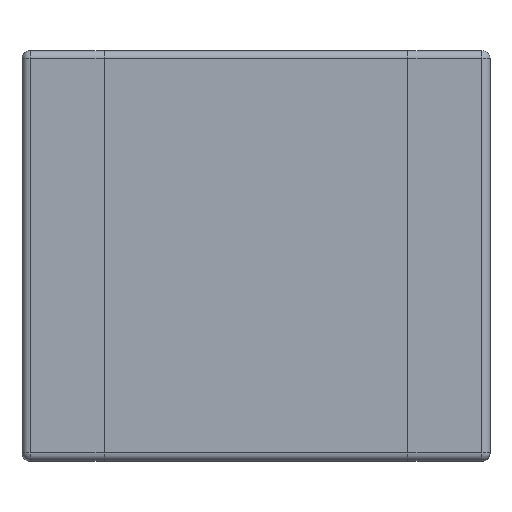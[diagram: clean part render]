
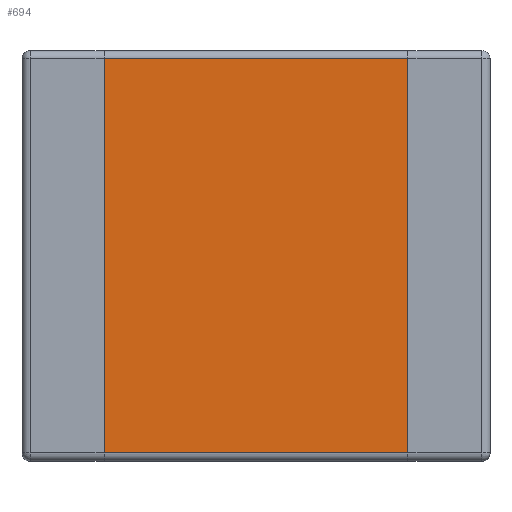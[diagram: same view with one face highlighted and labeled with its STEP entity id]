
A CAD part, top view. The second image highlights one B-rep face of the part: STEP entity #694.
In plain terms, the highlighted planar face has unit normal (0, 0, 1).
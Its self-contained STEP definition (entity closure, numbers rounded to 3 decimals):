
#35=PLANE('',#778);
#81=LINE('',#1177,#137);
#83=LINE('',#1183,#139);
#84=LINE('',#1185,#140);
#85=LINE('',#1186,#141);
#137=VECTOR('',#975,3.7);
#139=VECTOR('',#981,4.8);
#140=VECTOR('',#982,3.7);
#141=VECTOR('',#983,4.8);
#210=FACE_OUTER_BOUND('',#256,.T.);
#256=EDGE_LOOP('',(#605,#606,#607,#608));
#346=VERTEX_POINT('',#1174);
#347=VERTEX_POINT('',#1176);
#349=VERTEX_POINT('',#1182);
#350=VERTEX_POINT('',#1184);
#434=EDGE_CURVE('',#346,#347,#81,.T.);
#437=EDGE_CURVE('',#346,#349,#83,.T.);
#438=EDGE_CURVE('',#350,#349,#84,.T.);
#439=EDGE_CURVE('',#350,#347,#85,.T.);
#605=ORIENTED_EDGE('',*,*,#434,.F.);
#606=ORIENTED_EDGE('',*,*,#437,.T.);
#607=ORIENTED_EDGE('',*,*,#438,.F.);
#608=ORIENTED_EDGE('',*,*,#439,.T.);
#694=ADVANCED_FACE('',(#210),#35,.T.);
#778=AXIS2_PLACEMENT_3D('',#1181,#979,#980);
#975=DIRECTION('',(-1.,0.,0.));
#979=DIRECTION('center_axis',(0.,0.,1.));
#980=DIRECTION('ref_axis',(1.,0.,0.));
#981=DIRECTION('',(0.,1.,0.));
#982=DIRECTION('',(1.,0.,0.));
#983=DIRECTION('',(0.,-1.,0.));
#1174=CARTESIAN_POINT('',(1.85,-2.4,2.7));
#1176=CARTESIAN_POINT('',(-1.85,-2.4,2.7));
#1177=CARTESIAN_POINT('',(-0.925,-2.4,2.7));
#1181=CARTESIAN_POINT('Origin',(0.,0.,
2.7));
#1182=CARTESIAN_POINT('',(1.85,2.4,2.7));
#1183=CARTESIAN_POINT('',(1.85,2.5,2.7));
#1184=CARTESIAN_POINT('',(-1.85,2.4,2.7));
#1185=CARTESIAN_POINT('',(0.925,2.4,2.7));
#1186=CARTESIAN_POINT('',(-1.85,-2.5,2.7));
